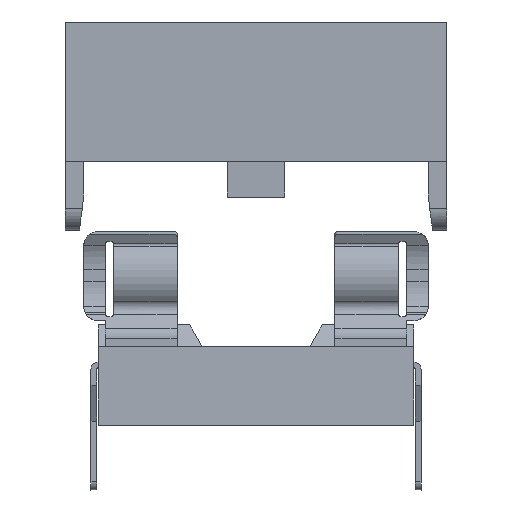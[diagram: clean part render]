
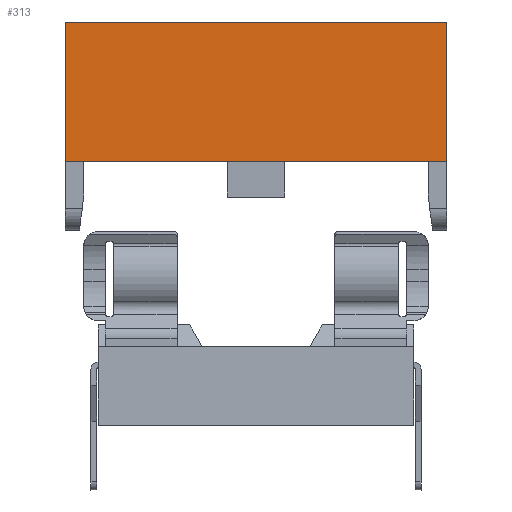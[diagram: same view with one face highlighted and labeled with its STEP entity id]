
A CAD part, top view. The second image highlights one B-rep face of the part: STEP entity #313.
In plain terms, the highlighted planar face has unit normal (0, 0, 1).
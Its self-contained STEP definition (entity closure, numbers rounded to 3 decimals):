
#313 = ADVANCED_FACE( '', ( #835 ), #836, .F. );
#835 = FACE_OUTER_BOUND( '', #1364, .T. );
#836 = PLANE( '', #1365 );
#1364 = EDGE_LOOP( '', ( #3636, #3637, #3638, #3639 ) );
#1365 = AXIS2_PLACEMENT_3D( '', #3640, #3641, #3642 );
#3636 = ORIENTED_EDGE( '', *, *, #4467, .T. );
#3637 = ORIENTED_EDGE( '', *, *, #4406, .T. );
#3638 = ORIENTED_EDGE( '', *, *, #4420, .T. );
#3639 = ORIENTED_EDGE( '', *, *, #4476, .T. );
#3640 = CARTESIAN_POINT( '', ( 10.936, -23.896, 4.778 ) );
#3641 = DIRECTION( '', ( 0., 0., -1. ) );
#3642 = DIRECTION( '', ( 0., -1., 0. ) );
#4406 = EDGE_CURVE( '', #5639, #5644, #5646, .T. );
#4420 = EDGE_CURVE( '', #5644, #5672, #5673, .T. );
#4467 = EDGE_CURVE( '', #5750, #5639, #5751, .T. );
#4476 = EDGE_CURVE( '', #5672, #5750, #5763, .T. );
#5639 = VERTEX_POINT( '', #8717 );
#5644 = VERTEX_POINT( '', #8724 );
#5646 = LINE( '', #8727, #8728 );
#5672 = VERTEX_POINT( '', #8767 );
#5673 = LINE( '', #8768, #8769 );
#5750 = VERTEX_POINT( '', #8889 );
#5751 = LINE( '', #8890, #8891 );
#5763 = LINE( '', #8910, #8911 );
#8717 = CARTESIAN_POINT( '', ( 13.251, 12.159, 4.778 ) );
#8724 = CARTESIAN_POINT( '', ( -13.349, 12.159, 4.778 ) );
#8727 = CARTESIAN_POINT( '', ( 10.936, 12.159, 4.778 ) );
#8728 = VECTOR( '', #9936, 1000. );
#8767 = CARTESIAN_POINT( '', ( -13.349, 2.459, 4.778 ) );
#8768 = CARTESIAN_POINT( '', ( -13.349, -23.896, 4.778 ) );
#8769 = VECTOR( '', #9950, 1000. );
#8889 = CARTESIAN_POINT( '', ( 13.251, 2.459, 4.778 ) );
#8890 = CARTESIAN_POINT( '', ( 13.251, -23.896, 4.778 ) );
#8891 = VECTOR( '', #10003, 1000. );
#8910 = CARTESIAN_POINT( '', ( 10.936, 2.459, 4.778 ) );
#8911 = VECTOR( '', #10014, 1000. );
#9936 = DIRECTION( '', ( -1., 0., 0. ) );
#9950 = DIRECTION( '', ( 0., -1., 0. ) );
#10003 = DIRECTION( '', ( 0., 1., 0. ) );
#10014 = DIRECTION( '', ( 1., 0., 0. ) );
